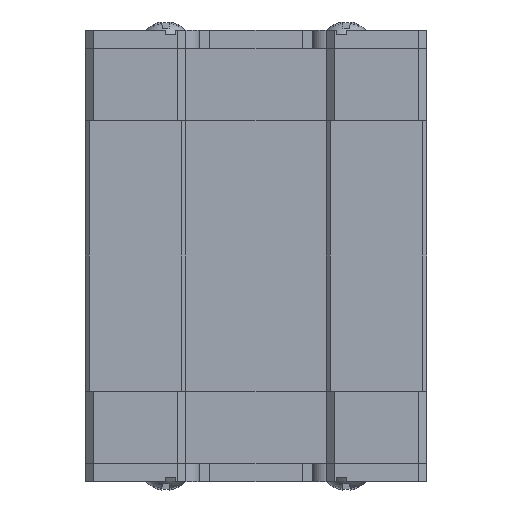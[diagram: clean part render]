
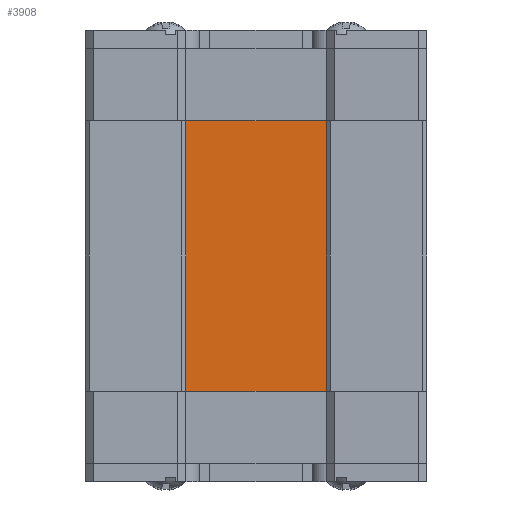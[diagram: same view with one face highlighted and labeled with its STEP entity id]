
A CAD part, front view. The second image highlights one B-rep face of the part: STEP entity #3908.
In plain terms, the highlighted planar face has unit normal (0, -1, 0).
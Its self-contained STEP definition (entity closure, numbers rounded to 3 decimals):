
#62 = EDGE_CURVE ( 'NONE', #2935, #707, #2400, .T. ) ;
#113 = CARTESIAN_POINT ( 'NONE',  ( 0., -0.05, 6.75 ) ) ;
#346 = DIRECTION ( 'NONE',  ( -1., 0., 0. ) ) ;
#707 = VERTEX_POINT ( 'NONE', #2648 ) ;
#1042 = CARTESIAN_POINT ( 'NONE',  ( 0., -0.05, 6.75 ) ) ;
#1181 = LINE ( 'NONE', #113, #2506 ) ;
#1216 = EDGE_CURVE ( 'NONE', #707, #2228, #2340, .T. ) ;
#1333 = CARTESIAN_POINT ( 'NONE',  ( -3.5, -0.05, 6.75 ) ) ;
#1461 = CARTESIAN_POINT ( 'NONE',  ( 0., -0.05, -6.75 ) ) ;
#1762 = ORIENTED_EDGE ( 'NONE', *, *, #1216, .T. ) ;
#2228 = VERTEX_POINT ( 'NONE', #7102 ) ;
#2340 = LINE ( 'NONE', #1461, #5603 ) ;
#2400 = LINE ( 'NONE', #4644, #7411 ) ;
#2506 = VECTOR ( 'NONE', #5417, 1000. ) ;
#2523 = VECTOR ( 'NONE', #4897, 1000. ) ;
#2648 = CARTESIAN_POINT ( 'NONE',  ( -3.5, -0.05, -6.75 ) ) ;
#2925 = CARTESIAN_POINT ( 'NONE',  ( 3.5, -0.05, 6.75 ) ) ;
#2935 = VERTEX_POINT ( 'NONE', #1333 ) ;
#3092 = EDGE_LOOP ( 'NONE', ( #5439, #1762, #7999, #4873 ) ) ;
#3908 = ADVANCED_FACE ( 'NONE', ( #7758 ), #6920, .F. ) ;
#4266 = LINE ( 'NONE', #2925, #2523 ) ;
#4331 = DIRECTION ( 'NONE',  ( 0., 1., 0. ) ) ;
#4612 = DIRECTION ( 'NONE',  ( 0., 0., -1. ) ) ;
#4644 = CARTESIAN_POINT ( 'NONE',  ( -3.5, -0.05, 6.75 ) ) ;
#4873 = ORIENTED_EDGE ( 'NONE', *, *, #6009, .F. ) ;
#4897 = DIRECTION ( 'NONE',  ( 0., 0., -1. ) ) ;
#5037 = EDGE_CURVE ( 'NONE', #5380, #2228, #4266, .T. ) ;
#5285 = CARTESIAN_POINT ( 'NONE',  ( 3.5, -0.05, 6.75 ) ) ;
#5380 = VERTEX_POINT ( 'NONE', #5285 ) ;
#5417 = DIRECTION ( 'NONE',  ( 1., 0., 0. ) ) ;
#5439 = ORIENTED_EDGE ( 'NONE', *, *, #62, .T. ) ;
#5603 = VECTOR ( 'NONE', #6709, 1000. ) ;
#5612 = AXIS2_PLACEMENT_3D ( 'NONE', #1042, #4331, #346 ) ;
#6009 = EDGE_CURVE ( 'NONE', #2935, #5380, #1181, .T. ) ;
#6709 = DIRECTION ( 'NONE',  ( 1., 0., 0. ) ) ;
#6920 = PLANE ( 'NONE',  #5612 ) ;
#7102 = CARTESIAN_POINT ( 'NONE',  ( 3.5, -0.05, -6.75 ) ) ;
#7411 = VECTOR ( 'NONE', #4612, 1000. ) ;
#7758 = FACE_OUTER_BOUND ( 'NONE', #3092, .T. ) ;
#7999 = ORIENTED_EDGE ( 'NONE', *, *, #5037, .F. ) ;
